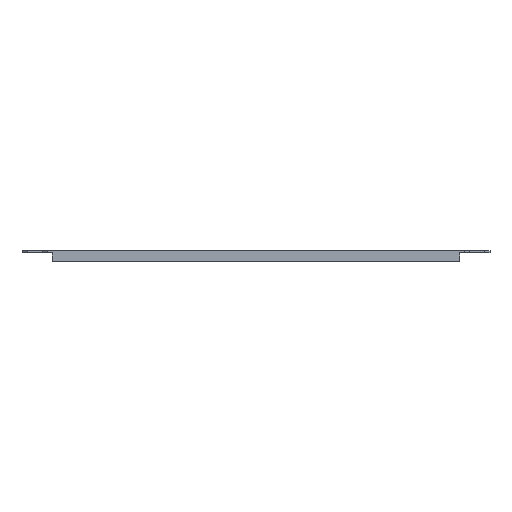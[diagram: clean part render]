
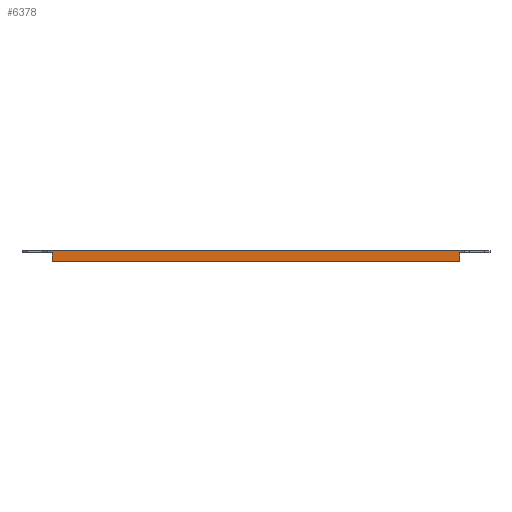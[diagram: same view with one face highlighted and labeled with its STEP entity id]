
A CAD part, front view. The second image highlights one B-rep face of the part: STEP entity #6378.
In plain terms, the highlighted planar face has unit normal (0, -1, 0).
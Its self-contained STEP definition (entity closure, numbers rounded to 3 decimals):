
#246=DIRECTION('',(1.,0.,0.));
#247=VECTOR('',#246,416.);
#248=CARTESIAN_POINT('',(2306.868,638.277,2.));
#249=LINE('',#248,#247);
#2743=DIRECTION('',(1.,0.,0.));
#2744=VECTOR('',#2743,406.);
#2745=CARTESIAN_POINT('',(2311.868,638.277,-8.));
#2746=LINE('',#2745,#2744);
#2750=DIRECTION('',(0.,0.,-1.));
#2751=VECTOR('',#2750,8.);
#2752=CARTESIAN_POINT('',(2717.868,638.277,0.));
#2753=LINE('',#2752,#2751);
#2771=DIRECTION('',(1.,0.,0.));
#2772=VECTOR('',#2771,5.);
#2773=CARTESIAN_POINT('',(2717.868,638.277,0.));
#2774=LINE('',#2773,#2772);
#2778=DIRECTION('',(0.,0.,-1.));
#2779=VECTOR('',#2778,8.);
#2780=CARTESIAN_POINT('',(2311.868,638.277,0.));
#2781=LINE('',#2780,#2779);
#2785=DIRECTION('',(1.,0.,0.));
#2786=VECTOR('',#2785,5.);
#2787=CARTESIAN_POINT('',(2306.868,638.277,0.));
#2788=LINE('',#2787,#2786);
#2792=DIRECTION('',(0.,0.,-1.));
#2793=VECTOR('',#2792,2.);
#2794=CARTESIAN_POINT('',(2306.868,638.277,2.));
#2795=LINE('',#2794,#2793);
#2946=DIRECTION('',(0.,0.,-1.));
#2947=VECTOR('',#2946,2.);
#2948=CARTESIAN_POINT('',(2722.868,638.277,2.));
#2949=LINE('',#2948,#2947);
#3121=CARTESIAN_POINT('',(2722.868,638.277,2.));
#3122=VERTEX_POINT('',#3121);
#3123=CARTESIAN_POINT('',(2722.868,638.277,0.));
#3124=VERTEX_POINT('',#3123);
#3125=CARTESIAN_POINT('',(2306.868,638.277,2.));
#3126=VERTEX_POINT('',#3125);
#3127=CARTESIAN_POINT('',(2306.868,638.277,0.));
#3128=VERTEX_POINT('',#3127);
#3589=CARTESIAN_POINT('',(2717.868,638.277,-8.));
#3591=VERTEX_POINT('',#3589);
#3595=CARTESIAN_POINT('',(2311.868,638.277,-8.));
#3596=VERTEX_POINT('',#3595);
#3605=CARTESIAN_POINT('',(2717.868,638.277,0.));
#3607=VERTEX_POINT('',#3605);
#3611=CARTESIAN_POINT('',(2311.868,638.277,0.));
#3612=VERTEX_POINT('',#3611);
#6361=CARTESIAN_POINT('',(2514.868,638.277,0.));
#6362=DIRECTION('',(0.,-1.,0.));
#6363=DIRECTION('',(1.,0.,0.));
#6364=AXIS2_PLACEMENT_3D('',#6361,#6362,#6363);
#6365=PLANE('',#6364);
#6366=ORIENTED_EDGE('',*,*,#4052,.F.);
#6367=ORIENTED_EDGE('',*,*,#6309,.T.);
#6368=ORIENTED_EDGE('',*,*,#6288,.F.);
#6369=ORIENTED_EDGE('',*,*,#6347,.F.);
#6370=ORIENTED_EDGE('',*,*,#4044,.F.);
#6372=ORIENTED_EDGE('',*,*,#6371,.F.);
#6373=ORIENTED_EDGE('',*,*,#3654,.T.);
#6375=ORIENTED_EDGE('',*,*,#6374,.T.);
#6376=EDGE_LOOP('',(#6366,#6367,#6368,#6369,#6370,#6372,#6373,#6375));
#6377=FACE_OUTER_BOUND('',#6376,.F.);
#3654=EDGE_CURVE('',#3126,#3122,#249,.T.);
#4044=EDGE_CURVE('',#3128,#3612,#2788,.T.);
#4052=EDGE_CURVE('',#3607,#3124,#2774,.T.);
#6288=EDGE_CURVE('',#3596,#3591,#2746,.T.);
#6309=EDGE_CURVE('',#3607,#3591,#2753,.T.);
#6347=EDGE_CURVE('',#3612,#3596,#2781,.T.);
#6371=EDGE_CURVE('',#3126,#3128,#2795,.T.);
#6374=EDGE_CURVE('',#3122,#3124,#2949,.T.);
#6378=ADVANCED_FACE('',(#6377),#6365,.T.);
